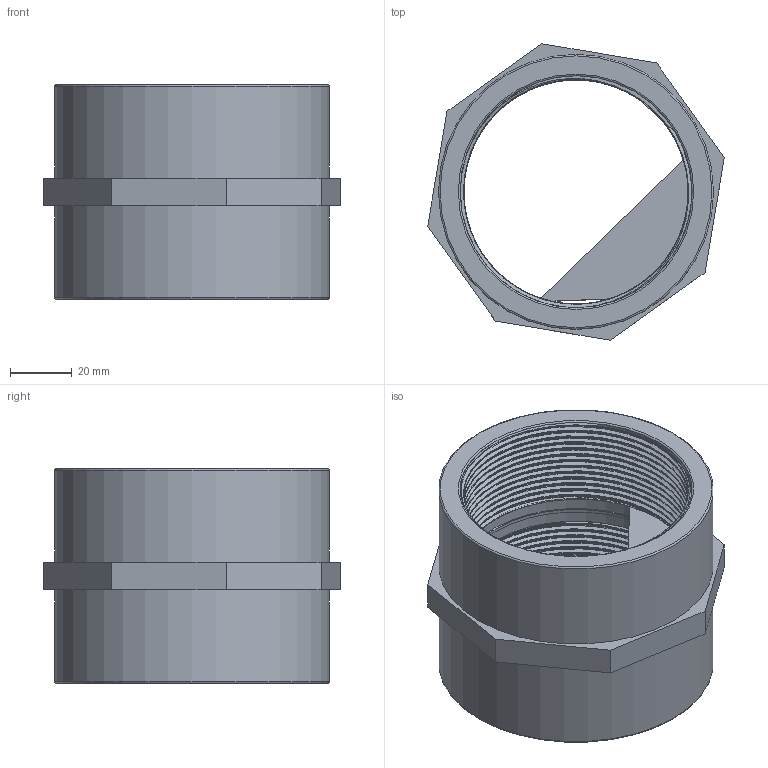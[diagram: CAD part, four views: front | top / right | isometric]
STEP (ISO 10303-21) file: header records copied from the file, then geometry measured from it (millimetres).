
FILE_DESCRIPTION(/* description */ (''),/* implementation_level */ '2;1');
FILE_NAME(/* name */ 'SO110750.ipt.stp',/* time_stamp */ '2017-01-24T17:52:16+01:00',/* author */ ('Gabriele'),/* organization */ (''),/* preprocessor_version */ 'ST-DEVELOPER v16.5',/* originating_system */ 'Autodesk Inventor 2017',/* authorisation */ '');
FILE_SCHEMA (('AUTOMOTIVE_DESIGN { 1 0 10303 214 3 1 1 }'));
Length unit declared in the file: millimetre
Products named in the file (1): SO100750
Bounding box: 95.97 x 95.97 x 69.4 mm (x, y, z)
Volume: 138316.3 mm3; surface area: 74836.1 mm2
Topology: 3 solids, 3 shells, 46 faces, 99 edges, 65 vertices
Faces by surface type: plane 20, bspline 12, cylinder 11, torus 3
Full cylindrical faces by diameter (mm): 73.18 x1, 74.18 x2, 75.18 x2, 89 x2
Entity records: 13399 total; most frequent: CARTESIAN_POINT 12496, ORIENTED_EDGE 178, DIRECTION 144, EDGE_CURVE 89, VERTEX_POINT 65, EDGE_LOOP 64, AXIS2_PLACEMENT_3D 60, FACE_OUTER_BOUND 46
